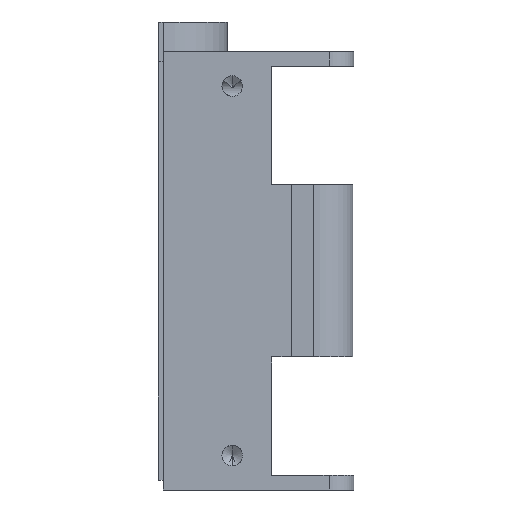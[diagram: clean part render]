
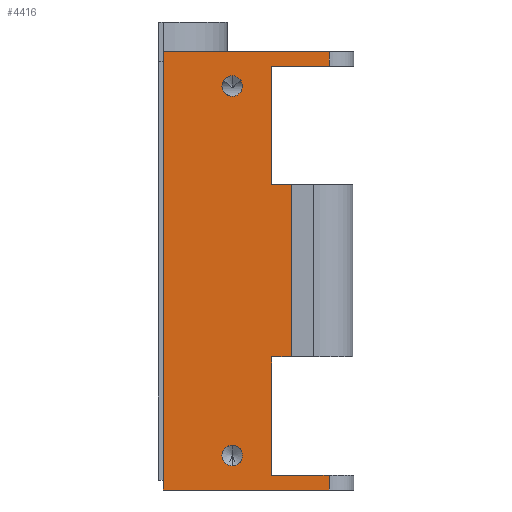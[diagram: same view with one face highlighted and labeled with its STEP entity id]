
A CAD part, front view. The second image highlights one B-rep face of the part: STEP entity #4416.
In plain terms, the highlighted planar face has unit normal (0, -1, 0).
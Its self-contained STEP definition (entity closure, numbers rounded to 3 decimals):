
#116 = FACE_BOUND ( 'NONE', #1532, .T. ) ;
#140 = DIRECTION ( 'NONE',  ( -1., 0., 0. ) ) ;
#146 = CARTESIAN_POINT ( 'NONE',  ( 15., -35.5, 37.5 ) ) ;
#149 = CARTESIAN_POINT ( 'NONE',  ( 34.653, -35.5, -41.5 ) ) ;
#297 = ORIENTED_EDGE ( 'NONE', *, *, #4437, .F. ) ;
#334 = VECTOR ( 'NONE', #2514, 1000. ) ;
#353 = CARTESIAN_POINT ( 'NONE',  ( 15., -35.5, -35.4 ) ) ;
#386 = DIRECTION ( 'NONE',  ( 0., 0., -1. ) ) ;
#433 = VECTOR ( 'NONE', #4432, 1000. ) ;
#456 = VERTEX_POINT ( 'NONE', #2647 ) ;
#500 = DIRECTION ( 'NONE',  ( 0., -1., 0. ) ) ;
#570 = LINE ( 'NONE', #1850, #2987 ) ;
#604 = LINE ( 'NONE', #2936, #715 ) ;
#614 = CIRCLE ( 'NONE', #4474, 2.1 ) ;
#617 = DIRECTION ( 'NONE',  ( 0., 0., -1. ) ) ;
#715 = VECTOR ( 'NONE', #4359, 1000. ) ;
#774 = VERTEX_POINT ( 'NONE', #149 ) ;
#785 = EDGE_CURVE ( 'NONE', #2609, #4376, #2435, .T. ) ;
#818 = LINE ( 'NONE', #1423, #3307 ) ;
#847 = PLANE ( 'NONE',  #3570 ) ;
#951 = VECTOR ( 'NONE', #3242, 1000. ) ;
#1032 = VERTEX_POINT ( 'NONE', #353 ) ;
#1114 = EDGE_CURVE ( 'NONE', #2507, #456, #570, .T. ) ;
#1153 = CARTESIAN_POINT ( 'NONE',  ( -23., -35.5, -44.5 ) ) ;
#1160 = ORIENTED_EDGE ( 'NONE', *, *, #1615, .F. ) ;
#1168 = VERTEX_POINT ( 'NONE', #3985 ) ;
#1187 = VECTOR ( 'NONE', #2281, 1000. ) ;
#1244 = CARTESIAN_POINT ( 'NONE',  ( 1., -35.5, 44.5 ) ) ;
#1423 = CARTESIAN_POINT ( 'NONE',  ( 34.653, -35.5, -41.5 ) ) ;
#1502 = EDGE_CURVE ( 'NONE', #2677, #3379, #2273, .T. ) ;
#1532 = EDGE_LOOP ( 'NONE', ( #3208, #4452 ) ) ;
#1546 = ORIENTED_EDGE ( 'NONE', *, *, #4425, .F. ) ;
#1606 = DIRECTION ( 'NONE',  ( 0., 0., -1. ) ) ;
#1607 = EDGE_CURVE ( 'NONE', #4016, #1705, #1838, .T. ) ;
#1615 = EDGE_CURVE ( 'NONE', #4376, #3391, #3432, .T. ) ;
#1632 = ORIENTED_EDGE ( 'NONE', *, *, #3828, .F. ) ;
#1633 = LINE ( 'NONE', #2478, #2980 ) ;
#1668 = DIRECTION ( 'NONE',  ( 0., 0., -1. ) ) ;
#1705 = VERTEX_POINT ( 'NONE', #3808 ) ;
#1740 = VECTOR ( 'NONE', #2323, 1000. ) ;
#1744 = EDGE_CURVE ( 'NONE', #3345, #1860, #1633, .T. ) ;
#1750 = CARTESIAN_POINT ( 'NONE',  ( 15., -35.5, -37.5 ) ) ;
#1789 = DIRECTION ( 'NONE',  ( 1., 0., 0. ) ) ;
#1800 = EDGE_CURVE ( 'NONE', #1705, #4016, #614, .T. ) ;
#1815 = CARTESIAN_POINT ( 'NONE',  ( 34.653, -35.5, 41.5 ) ) ;
#1817 = FACE_OUTER_BOUND ( 'NONE', #3997, .T. ) ;
#1838 = CIRCLE ( 'NONE', #3686, 2.1 ) ;
#1850 = CARTESIAN_POINT ( 'NONE',  ( 27., -35.5, 17.5 ) ) ;
#1860 = VERTEX_POINT ( 'NONE', #2885 ) ;
#1981 = DIRECTION ( 'NONE',  ( 0., 0., 1. ) ) ;
#2041 = VECTOR ( 'NONE', #617, 1000. ) ;
#2115 = ORIENTED_EDGE ( 'NONE', *, *, #1744, .T. ) ;
#2144 = FACE_BOUND ( 'NONE', #4393, .T. ) ;
#2168 = CARTESIAN_POINT ( 'NONE',  ( 1., -35.5, 44.5 ) ) ;
#2199 = ORIENTED_EDGE ( 'NONE', *, *, #785, .F. ) ;
#2273 = LINE ( 'NONE', #2614, #1740 ) ;
#2278 = CARTESIAN_POINT ( 'NONE',  ( 34.653, -35.5, -41.5 ) ) ;
#2281 = DIRECTION ( 'NONE',  ( 0., 0., -1. ) ) ;
#2323 = DIRECTION ( 'NONE',  ( 0., 0., -1. ) ) ;
#2420 = AXIS2_PLACEMENT_3D ( 'NONE', #3437, #3748, #1668 ) ;
#2430 = DIRECTION ( 'NONE',  ( 0., -1., 0. ) ) ;
#2433 = CARTESIAN_POINT ( 'NONE',  ( 15., -35.5, -39.6 ) ) ;
#2435 = LINE ( 'NONE', #1153, #951 ) ;
#2447 = ORIENTED_EDGE ( 'NONE', *, *, #4199, .T. ) ;
#2478 = CARTESIAN_POINT ( 'NONE',  ( 23., -35.5, 41.5 ) ) ;
#2506 = ORIENTED_EDGE ( 'NONE', *, *, #2898, .F. ) ;
#2507 = VERTEX_POINT ( 'NONE', #2947 ) ;
#2514 = DIRECTION ( 'NONE',  ( 0., 0., 1. ) ) ;
#2537 = CARTESIAN_POINT ( 'NONE',  ( 1., -35.5, -44.5 ) ) ;
#2542 = EDGE_CURVE ( 'NONE', #1860, #1168, #4235, .T. ) ;
#2609 = VERTEX_POINT ( 'NONE', #2715 ) ;
#2614 = CARTESIAN_POINT ( 'NONE',  ( 23., -35.5, 44.5 ) ) ;
#2632 = LINE ( 'NONE', #2278, #2041 ) ;
#2639 = ORIENTED_EDGE ( 'NONE', *, *, #3202, .F. ) ;
#2647 = CARTESIAN_POINT ( 'NONE',  ( 23., -35.5, 17.5 ) ) ;
#2677 = VERTEX_POINT ( 'NONE', #3585 ) ;
#2715 = CARTESIAN_POINT ( 'NONE',  ( 34.653, -35.5, -44.5 ) ) ;
#2885 = CARTESIAN_POINT ( 'NONE',  ( 34.653, -35.5, 41.5 ) ) ;
#2892 = ORIENTED_EDGE ( 'NONE', *, *, #2542, .T. ) ;
#2898 = EDGE_CURVE ( 'NONE', #3345, #456, #4225, .T. ) ;
#2912 = AXIS2_PLACEMENT_3D ( 'NONE', #1750, #2430, #386 ) ;
#2936 = CARTESIAN_POINT ( 'NONE',  ( 27., -35.5, -17.5 ) ) ;
#2947 = CARTESIAN_POINT ( 'NONE',  ( 27., -35.5, 17.5 ) ) ;
#2980 = VECTOR ( 'NONE', #1789, 1000. ) ;
#2987 = VECTOR ( 'NONE', #140, 1000. ) ;
#3068 = CARTESIAN_POINT ( 'NONE',  ( -23., -35.5, 44.5 ) ) ;
#3128 = CARTESIAN_POINT ( 'NONE',  ( 23., -35.5, -41.5 ) ) ;
#3150 = ORIENTED_EDGE ( 'NONE', *, *, #1114, .T. ) ;
#3202 = EDGE_CURVE ( 'NONE', #3973, #2677, #604, .T. ) ;
#3208 = ORIENTED_EDGE ( 'NONE', *, *, #1800, .F. ) ;
#3242 = DIRECTION ( 'NONE',  ( -1., 0., 0. ) ) ;
#3245 = DIRECTION ( 'NONE',  ( -1., 0., 0. ) ) ;
#3254 = ORIENTED_EDGE ( 'NONE', *, *, #1502, .F. ) ;
#3268 = DIRECTION ( 'NONE',  ( 0., 0., -1. ) ) ;
#3307 = VECTOR ( 'NONE', #3245, 1000. ) ;
#3345 = VERTEX_POINT ( 'NONE', #3972 ) ;
#3349 = VERTEX_POINT ( 'NONE', #2433 ) ;
#3354 = DIRECTION ( 'NONE',  ( 0., 0., -1. ) ) ;
#3367 = VECTOR ( 'NONE', #4233, 1000. ) ;
#3371 = ORIENTED_EDGE ( 'NONE', *, *, #3701, .F. ) ;
#3379 = VERTEX_POINT ( 'NONE', #3128 ) ;
#3391 = VERTEX_POINT ( 'NONE', #2168 ) ;
#3432 = LINE ( 'NONE', #1244, #4132 ) ;
#3437 = CARTESIAN_POINT ( 'NONE',  ( 15., -35.5, -37.5 ) ) ;
#3467 = LINE ( 'NONE', #3068, #433 ) ;
#3522 = CIRCLE ( 'NONE', #2912, 2.1 ) ;
#3570 = AXIS2_PLACEMENT_3D ( 'NONE', #4301, #3632, #3354 ) ;
#3585 = CARTESIAN_POINT ( 'NONE',  ( 23., -35.5, -17.5 ) ) ;
#3589 = CARTESIAN_POINT ( 'NONE',  ( 23., -35.5, 44.5 ) ) ;
#3632 = DIRECTION ( 'NONE',  ( 0., -1., 0. ) ) ;
#3663 = CARTESIAN_POINT ( 'NONE',  ( 27., -35.5, 17.5 ) ) ;
#3686 = AXIS2_PLACEMENT_3D ( 'NONE', #4070, #4391, #1606 ) ;
#3689 = LINE ( 'NONE', #3663, #3367 ) ;
#3701 = EDGE_CURVE ( 'NONE', #2507, #3973, #3689, .T. ) ;
#3748 = DIRECTION ( 'NONE',  ( 0., -1., 0. ) ) ;
#3808 = CARTESIAN_POINT ( 'NONE',  ( 15., -35.5, 35.4 ) ) ;
#3828 = EDGE_CURVE ( 'NONE', #1032, #3349, #3887, .T. ) ;
#3885 = ORIENTED_EDGE ( 'NONE', *, *, #3976, .F. ) ;
#3887 = CIRCLE ( 'NONE', #2420, 2.1 ) ;
#3972 = CARTESIAN_POINT ( 'NONE',  ( 23., -35.5, 41.5 ) ) ;
#3973 = VERTEX_POINT ( 'NONE', #4018 ) ;
#3976 = EDGE_CURVE ( 'NONE', #774, #2609, #2632, .T. ) ;
#3985 = CARTESIAN_POINT ( 'NONE',  ( 34.653, -35.5, 44.5 ) ) ;
#3997 = EDGE_LOOP ( 'NONE', ( #1546, #1160, #2199, #3885, #2447, #3254, #2639, #3371, #3150, #2506, #2115, #2892 ) ) ;
#4016 = VERTEX_POINT ( 'NONE', #4401 ) ;
#4018 = CARTESIAN_POINT ( 'NONE',  ( 27., -35.5, -17.5 ) ) ;
#4070 = CARTESIAN_POINT ( 'NONE',  ( 15., -35.5, 37.5 ) ) ;
#4132 = VECTOR ( 'NONE', #1981, 1000. ) ;
#4199 = EDGE_CURVE ( 'NONE', #774, #3379, #818, .T. ) ;
#4225 = LINE ( 'NONE', #3589, #1187 ) ;
#4233 = DIRECTION ( 'NONE',  ( 0., 0., -1. ) ) ;
#4235 = LINE ( 'NONE', #1815, #334 ) ;
#4301 = CARTESIAN_POINT ( 'NONE',  ( 0., -35.5, 0. ) ) ;
#4359 = DIRECTION ( 'NONE',  ( -1., 0., 0. ) ) ;
#4376 = VERTEX_POINT ( 'NONE', #2537 ) ;
#4391 = DIRECTION ( 'NONE',  ( 0., -1., 0. ) ) ;
#4393 = EDGE_LOOP ( 'NONE', ( #297, #1632 ) ) ;
#4401 = CARTESIAN_POINT ( 'NONE',  ( 15., -35.5, 39.6 ) ) ;
#4416 = ADVANCED_FACE ( 'NONE', ( #2144, #116, #1817 ), #847, .T. ) ;
#4425 = EDGE_CURVE ( 'NONE', #3391, #1168, #3467, .T. ) ;
#4432 = DIRECTION ( 'NONE',  ( 1., 0., 0. ) ) ;
#4437 = EDGE_CURVE ( 'NONE', #3349, #1032, #3522, .T. ) ;
#4452 = ORIENTED_EDGE ( 'NONE', *, *, #1607, .F. ) ;
#4474 = AXIS2_PLACEMENT_3D ( 'NONE', #146, #500, #3268 ) ;
